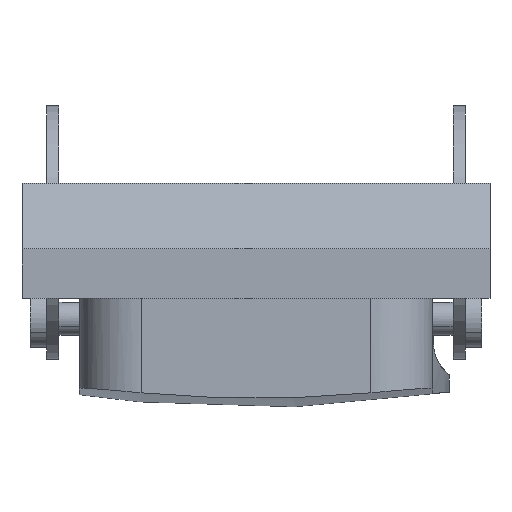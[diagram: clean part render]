
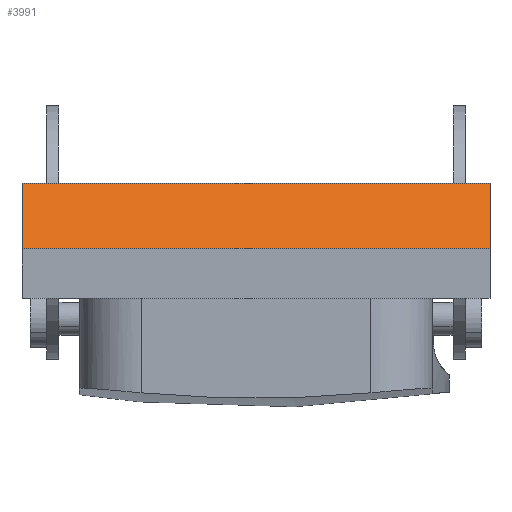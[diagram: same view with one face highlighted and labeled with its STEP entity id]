
A CAD part, front view. The second image highlights one B-rep face of the part: STEP entity #3991.
In plain terms, the highlighted planar face has unit normal (0, -0.707, 0.707).
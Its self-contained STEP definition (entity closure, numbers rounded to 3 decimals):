
#3971=AXIS2_PLACEMENT_3D('Plane Axis2P3D',#3968,#3969,#3970) ;
#3914=CARTESIAN_POINT('Vertex',(0.,8.,27.3)) ;
#3928=CARTESIAN_POINT('Vertex',(0.,0.,19.3)) ;
#3931=CARTESIAN_POINT('Line Origine',(0.,4.,23.3)) ;
#3949=CARTESIAN_POINT('Line Origine',(28.5,8.,27.3)) ;
#3953=CARTESIAN_POINT('Vertex',(57.,8.,27.3)) ;
#3968=CARTESIAN_POINT('Axis2P3D Location',(28.5,8.,27.3)) ;
#3973=CARTESIAN_POINT('Line Origine',(28.5,0.,19.3)) ;
#3977=CARTESIAN_POINT('Vertex',(57.,0.,19.3)) ;
#3980=CARTESIAN_POINT('Line Origine',(57.,4.,23.3)) ;
#3932=DIRECTION('Vector Direction',(0.,-0.707,-0.707)) ;
#3950=DIRECTION('Vector Direction',(-1.,0.,0.)) ;
#3969=DIRECTION('Axis2P3D Direction',(0.,0.707,-0.707)) ;
#3970=DIRECTION('Axis2P3D XDirection',(0.,-0.707,-0.707)) ;
#3974=DIRECTION('Vector Direction',(-1.,0.,0.)) ;
#3981=DIRECTION('Vector Direction',(0.,-0.707,-0.707)) ;
#3933=VECTOR('Line Direction',#3932,1.) ;
#3951=VECTOR('Line Direction',#3950,1.) ;
#3975=VECTOR('Line Direction',#3974,1.) ;
#3982=VECTOR('Line Direction',#3981,1.) ;
#3986=ORIENTED_EDGE('',*,*,#3935,.T.) ;
#3987=ORIENTED_EDGE('',*,*,#3979,.T.) ;
#3988=ORIENTED_EDGE('',*,*,#3984,.F.) ;
#3989=ORIENTED_EDGE('',*,*,#3955,.F.) ;
#3991=ADVANCED_FACE('HOUSING',(#3990),#3972,.F.) ;
#3935=EDGE_CURVE('',#3915,#3929,#3934,.T.) ;
#3955=EDGE_CURVE('',#3915,#3954,#3952,.F.) ;
#3979=EDGE_CURVE('',#3929,#3978,#3976,.F.) ;
#3984=EDGE_CURVE('',#3954,#3978,#3983,.T.) ;
#3985=EDGE_LOOP('',(#3986,#3987,#3988,#3989)) ;
#3990=FACE_OUTER_BOUND('',#3985,.T.) ;
#3934=LINE('Line',#3931,#3933) ;
#3952=LINE('Line',#3949,#3951) ;
#3976=LINE('Line',#3973,#3975) ;
#3983=LINE('Line',#3980,#3982) ;
#3972=PLANE('',#3971) ;
#3915=VERTEX_POINT('',#3914) ;
#3929=VERTEX_POINT('',#3928) ;
#3954=VERTEX_POINT('',#3953) ;
#3978=VERTEX_POINT('',#3977) ;
